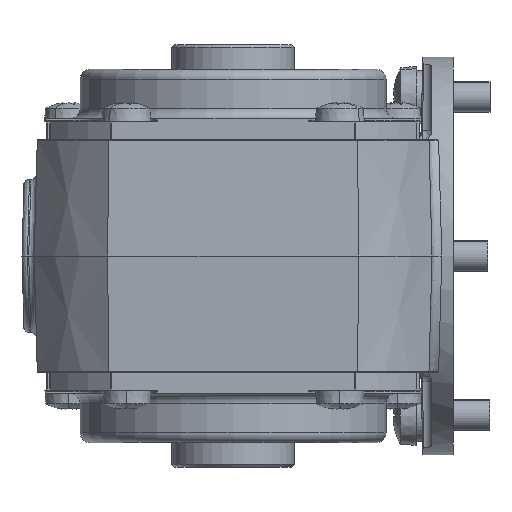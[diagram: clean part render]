
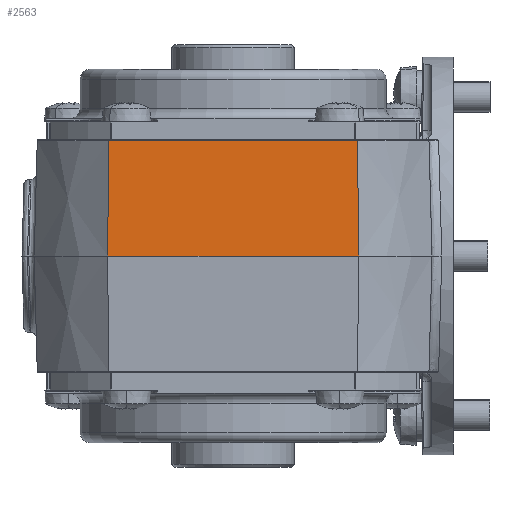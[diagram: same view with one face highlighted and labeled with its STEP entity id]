
A CAD part, front view. The second image highlights one B-rep face of the part: STEP entity #2563.
In plain terms, the highlighted planar face has unit normal (0, -1, 0.026).
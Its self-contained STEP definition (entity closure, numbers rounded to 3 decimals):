
#2563 = ADVANCED_FACE ( 'NONE', ( #18808 ), #21795, .T. ) ;
#5932 = EDGE_LOOP ( 'NONE', ( #13561, #13562, #13454, #13444 ) ) ;
#7847 = CARTESIAN_POINT ( 'NONE',  ( -25.376, -48.573, 33.466 ) ) ;
#7849 = CARTESIAN_POINT ( 'NONE',  ( -66.074, -48.573, 33.466 ) ) ;
#7850 = CARTESIAN_POINT ( 'NONE',  ( -25.231, -49.065, 14.661 ) ) ;
#7852 = CARTESIAN_POINT ( 'NONE',  ( -66.219, -49.065, 14.661 ) ) ;
#8608 = VERTEX_POINT ( 'NONE', #7847 ) ;
#8610 = VERTEX_POINT ( 'NONE', #7849 ) ;
#8611 = VERTEX_POINT ( 'NONE', #7850 ) ;
#8613 = VERTEX_POINT ( 'NONE', #7852 ) ;
#11633 = B_SPLINE_CURVE_WITH_KNOTS ( 'NONE', 3,
 ( #20392, #20390, #20402, #20403 ),
 .UNSPECIFIED., .F., .F.,
 ( 4, 4 ),
 ( 0., 0.019 ),
 .UNSPECIFIED. ) ;
#11643 = B_SPLINE_CURVE_WITH_KNOTS ( 'NONE', 3,
 ( #20526, #20534, #20570, #20572 ),
 .UNSPECIFIED., .F., .F.,
 ( 4, 4 ),
 ( 0., 0.019 ),
 .UNSPECIFIED. ) ;
#13444 = ORIENTED_EDGE ( 'NONE', *, *, #27881, .T. ) ;
#13454 = ORIENTED_EDGE ( 'NONE', *, *, #27926, .T. ) ;
#13561 = ORIENTED_EDGE ( 'NONE', *, *, #27911, .F. ) ;
#13562 = ORIENTED_EDGE ( 'NONE', *, *, #21019, .T. ) ;
#13855 = CARTESIAN_POINT ( 'NONE',  ( -66.073, -48.573, 33.466 ) ) ;
#13857 = DIRECTION ( 'NONE',  ( -1., 0., 0. ) ) ;
#18808 = FACE_OUTER_BOUND ( 'NONE', #5932, .T. ) ;
#20192 = DIRECTION ( 'NONE',  ( 1., 0., 0. ) ) ;
#20204 = CARTESIAN_POINT ( 'NONE',  ( -66.219, -49.065, 14.661 ) ) ;
#20390 = CARTESIAN_POINT ( 'NONE',  ( -25.327, -48.737, 27.198 ) ) ;
#20392 = CARTESIAN_POINT ( 'NONE',  ( -25.376, -48.573, 33.466 ) ) ;
#20402 = CARTESIAN_POINT ( 'NONE',  ( -25.279, -48.901, 20.93 ) ) ;
#20403 = CARTESIAN_POINT ( 'NONE',  ( -25.231, -49.065, 14.661 ) ) ;
#20526 = CARTESIAN_POINT ( 'NONE',  ( -66.074, -48.573, 33.466 ) ) ;
#20534 = CARTESIAN_POINT ( 'NONE',  ( -66.122, -48.737, 27.198 ) ) ;
#20570 = CARTESIAN_POINT ( 'NONE',  ( -66.171, -48.901, 20.93 ) ) ;
#20572 = CARTESIAN_POINT ( 'NONE',  ( -66.219, -49.065, 14.661 ) ) ;
#21019 = EDGE_CURVE ( 'NONE', #8608, #8610, #28872, .T. ) ;
#21075 = AXIS2_PLACEMENT_3D ( 'NONE', #21790, #21798, #21799 ) ;
#21790 = CARTESIAN_POINT ( 'NONE',  ( -66.219, -49.065, 14.661 ) ) ;
#21795 = PLANE ( 'NONE',  #21075 ) ;
#21798 = DIRECTION ( 'NONE',  ( 0., -1., 0.026 ) ) ;
#21799 = DIRECTION ( 'NONE',  ( 0., -0.026, -1. ) ) ;
#22094 = LINE ( 'NONE', #20204, #22098 ) ;
#22098 = VECTOR ( 'NONE', #20192, 1000. ) ;
#27881 = EDGE_CURVE ( 'NONE', #8613, #8611, #22094, .T. ) ;
#27911 = EDGE_CURVE ( 'NONE', #8608, #8611, #11633, .T. ) ;
#27926 = EDGE_CURVE ( 'NONE', #8610, #8613, #11643, .T. ) ;
#28872 = LINE ( 'NONE', #13855, #28875 ) ;
#28875 = VECTOR ( 'NONE', #13857, 1000. ) ;
